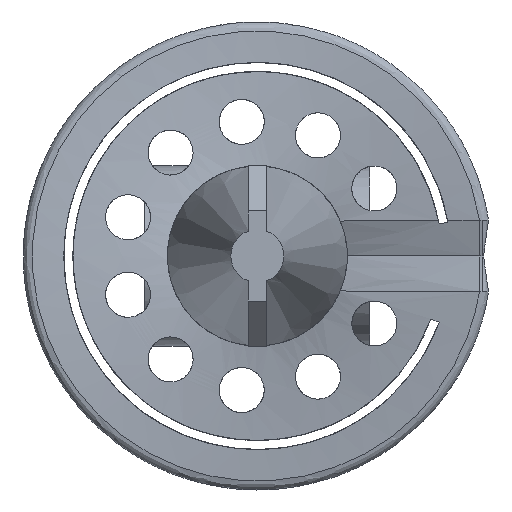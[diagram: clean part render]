
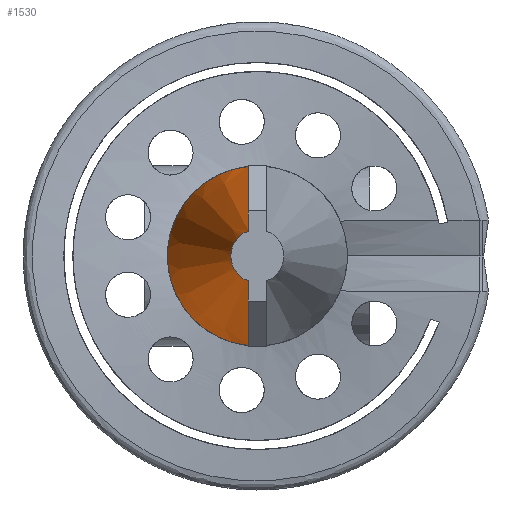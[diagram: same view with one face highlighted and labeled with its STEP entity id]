
A CAD part, front view. The second image highlights one B-rep face of the part: STEP entity #1530.
In plain terms, the highlighted conical face has half-angle 10 degrees and reference radius 12.947 mm.
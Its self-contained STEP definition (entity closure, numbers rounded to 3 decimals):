
#48=CONICAL_SURFACE('',#1642,12.947,0.175);
#49=(
BOUNDED_CURVE()
B_SPLINE_CURVE(2,(#1988,#1989,#1990),.UNSPECIFIED.,.F.,.F.)
B_SPLINE_CURVE_WITH_KNOTS((3,3),(0.,8.128),.UNSPECIFIED.)
CURVE()
GEOMETRIC_REPRESENTATION_ITEM()
RATIONAL_B_SPLINE_CURVE((1.,1.202,1.))
REPRESENTATION_ITEM('')
);
#50=(
BOUNDED_CURVE()
B_SPLINE_CURVE(2,(#2017,#2018,#2019),.UNSPECIFIED.,.F.,.F.)
B_SPLINE_CURVE_WITH_KNOTS((3,3),(0.,8.128),.UNSPECIFIED.)
CURVE()
GEOMETRIC_REPRESENTATION_ITEM()
RATIONAL_B_SPLINE_CURVE((1.,1.202,1.))
REPRESENTATION_ITEM('')
);
#379=FACE_OUTER_BOUND('',#531,.T.);
#531=EDGE_LOOP('',(#1409,#1410,#1411,#1412));
#536=CIRCLE('',#1565,5.894);
#546=CIRCLE('',#1597,20.);
#662=VERTEX_POINT('',#1985);
#663=VERTEX_POINT('',#1987);
#669=VERTEX_POINT('',#2003);
#673=VERTEX_POINT('',#2015);
#810=EDGE_CURVE('',#663,#662,#49,.T.);
#818=EDGE_CURVE('',#669,#662,#536,.T.);
#824=EDGE_CURVE('',#669,#673,#50,.T.);
#850=EDGE_CURVE('',#663,#673,#546,.T.);
#1409=ORIENTED_EDGE('',*,*,#824,.T.);
#1410=ORIENTED_EDGE('',*,*,#850,.F.);
#1411=ORIENTED_EDGE('',*,*,#810,.T.);
#1412=ORIENTED_EDGE('',*,*,#818,.F.);
#1530=ADVANCED_FACE('',(#379),#48,.T.);
#1565=AXIS2_PLACEMENT_3D('',#2005,#1682,#1683);
#1597=AXIS2_PLACEMENT_3D('',#2231,#1759,#1760);
#1642=AXIS2_PLACEMENT_3D('',#6293,#1897,#1898);
#1682=DIRECTION('center_axis',(0.,-1.,0.));
#1683=DIRECTION('ref_axis',(1.,0.,0.));
#1759=DIRECTION('center_axis',(0.,1.,0.));
#1760=DIRECTION('ref_axis',(1.,0.,0.));
#1897=DIRECTION('center_axis',(0.,1.,0.));
#1898=DIRECTION('ref_axis',(1.,0.,0.));
#1985=CARTESIAN_POINT('',(-2.,0.,-5.544));
#1987=CARTESIAN_POINT('',(-2.,80.,-19.9));
#1988=CARTESIAN_POINT('Ctrl Pts',(-2.,80.,-19.9));
#1989=CARTESIAN_POINT('Ctrl Pts',(-2.,17.432,-8.812));
#1990=CARTESIAN_POINT('Ctrl Pts',(-2.,0.,-5.544));
#2003=CARTESIAN_POINT('',(-2.,0.,5.544));
#2005=CARTESIAN_POINT('Origin',(0.,0.,0.));
#2015=CARTESIAN_POINT('',(-2.,80.,19.9));
#2017=CARTESIAN_POINT('Ctrl Pts',(-2.,0.,5.544));
#2018=CARTESIAN_POINT('Ctrl Pts',(-2.,17.432,8.812));
#2019=CARTESIAN_POINT('Ctrl Pts',(-2.,80.,19.9));
#2231=CARTESIAN_POINT('Origin',(0.,80.,0.));
#6293=CARTESIAN_POINT('Origin',(0.,40.,0.));
